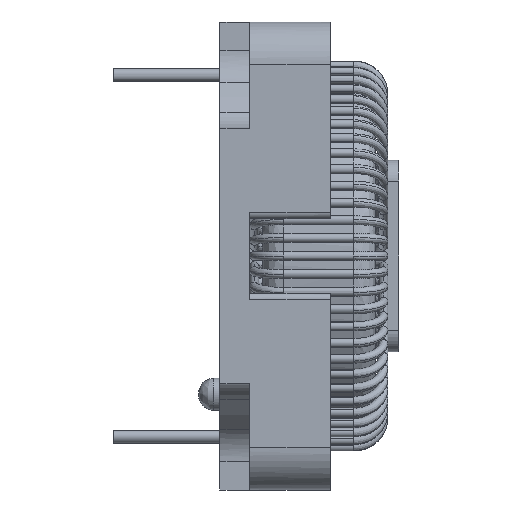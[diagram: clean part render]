
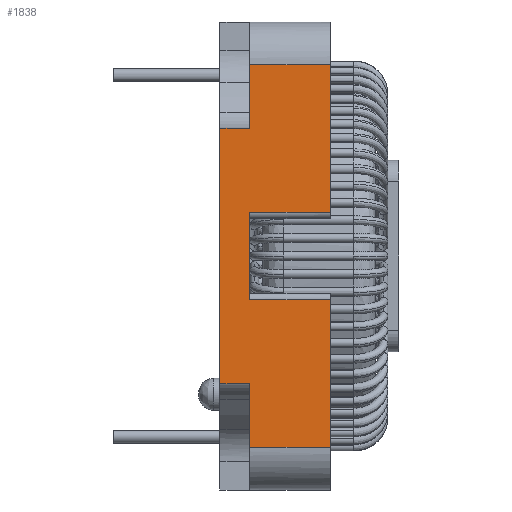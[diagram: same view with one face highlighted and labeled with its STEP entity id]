
A CAD part, left-side view. The second image highlights one B-rep face of the part: STEP entity #1838.
In plain terms, the highlighted free-form (B-spline) face has degree [1, 1] with [2, 2] control points.
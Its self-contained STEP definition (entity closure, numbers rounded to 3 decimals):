
#898 = VERTEX_POINT('',#899);
#899 = CARTESIAN_POINT('',(-10.606,3.664,1.976
    ));
#905 = EDGE_CURVE('',#906,#898,#908,.T.);
#906 = VERTEX_POINT('',#907);
#907 = CARTESIAN_POINT('',(-10.606,3.664,
    -1.976));
#908 = B_SPLINE_CURVE_WITH_KNOTS('',1,(#909,#910),.UNSPECIFIED.,.F.,.F.,
  (2,2),(-2.05,2.05),.PIECEWISE_BEZIER_KNOTS.);
#909 = CARTESIAN_POINT('',(-10.606,3.664,
    -1.976));
#910 = CARTESIAN_POINT('',(-10.606,3.664,1.976
    ));
#1815 = VERTEX_POINT('',#1816);
#1816 = CARTESIAN_POINT('',(-10.606,3.664,
    -5.785));
#1821 = EDGE_CURVE('',#1822,#1815,#1824,.T.);
#1822 = VERTEX_POINT('',#1823);
#1823 = CARTESIAN_POINT('',(-10.606,5.014,
    -5.785));
#1824 = B_SPLINE_CURVE_WITH_KNOTS('',1,(#1825,#1826),.UNSPECIFIED.,.F.,
  .F.,(2,2),(-0.,1.4),.PIECEWISE_BEZIER_KNOTS.);
#1825 = CARTESIAN_POINT('',(-10.606,5.014,
    -5.785));
#1826 = CARTESIAN_POINT('',(-10.606,3.664,
    -5.785));
#1838 = ADVANCED_FACE('',(#1839),#1909,.F.);
#1839 = FACE_BOUND('',#1840,.T.);
#1840 = EDGE_LOOP('',(#1841,#1850,#1855,#1856,#1863,#1870,#1877,#1884,
    #1891,#1896,#1897,#1904));
#1841 = ORIENTED_EDGE('',*,*,#1842,.T.);
#1842 = EDGE_CURVE('',#1843,#1845,#1847,.T.);
#1843 = VERTEX_POINT('',#1844);
#1844 = CARTESIAN_POINT('',(-10.606,0.,-8.677));
#1845 = VERTEX_POINT('',#1846);
#1846 = CARTESIAN_POINT('',(-10.606,0.,-1.976));
#1847 = B_SPLINE_CURVE_WITH_KNOTS('',1,(#1848,#1849),.UNSPECIFIED.,.F.,
  .F.,(2,2),(2.,8.95),.PIECEWISE_BEZIER_KNOTS.);
#1848 = CARTESIAN_POINT('',(-10.606,0.,-8.677));
#1849 = CARTESIAN_POINT('',(-10.606,0.,-1.976));
#1850 = ORIENTED_EDGE('',*,*,#1851,.T.);
#1851 = EDGE_CURVE('',#1845,#906,#1852,.T.);
#1852 = B_SPLINE_CURVE_WITH_KNOTS('',1,(#1853,#1854),.UNSPECIFIED.,.F.,
  .F.,(2,2),(-5.2,-1.4),.PIECEWISE_BEZIER_KNOTS.);
#1853 = CARTESIAN_POINT('',(-10.606,0.,-1.976));
#1854 = CARTESIAN_POINT('',(-10.606,3.664,
    -1.976));
#1855 = ORIENTED_EDGE('',*,*,#905,.T.);
#1856 = ORIENTED_EDGE('',*,*,#1857,.T.);
#1857 = EDGE_CURVE('',#898,#1858,#1860,.T.);
#1858 = VERTEX_POINT('',#1859);
#1859 = CARTESIAN_POINT('',(-10.606,0.,1.976));
#1860 = B_SPLINE_CURVE_WITH_KNOTS('',1,(#1861,#1862),.UNSPECIFIED.,.F.,
  .F.,(2,2),(-3.8,0.),.PIECEWISE_BEZIER_KNOTS.);
#1861 = CARTESIAN_POINT('',(-10.606,3.664,
    1.976));
#1862 = CARTESIAN_POINT('',(-10.606,0.,1.976));
#1863 = ORIENTED_EDGE('',*,*,#1864,.T.);
#1864 = EDGE_CURVE('',#1858,#1865,#1867,.T.);
#1865 = VERTEX_POINT('',#1866);
#1866 = CARTESIAN_POINT('',(-10.606,0.,8.677));
#1867 = B_SPLINE_CURVE_WITH_KNOTS('',1,(#1868,#1869),.UNSPECIFIED.,.F.,
  .F.,(2,2),(13.05,20.),.PIECEWISE_BEZIER_KNOTS.);
#1868 = CARTESIAN_POINT('',(-10.606,0.,1.976));
#1869 = CARTESIAN_POINT('',(-10.606,0.,8.677));
#1870 = ORIENTED_EDGE('',*,*,#1871,.T.);
#1871 = EDGE_CURVE('',#1865,#1872,#1874,.T.);
#1872 = VERTEX_POINT('',#1873);
#1873 = CARTESIAN_POINT('',(-10.606,3.664,
    8.677));
#1874 = B_SPLINE_CURVE_WITH_KNOTS('',1,(#1875,#1876),.UNSPECIFIED.,.F.,
  .F.,(2,2),(-3.8,0.),.PIECEWISE_BEZIER_KNOTS.);
#1875 = CARTESIAN_POINT('',(-10.606,0.,8.677));
#1876 = CARTESIAN_POINT('',(-10.606,3.664,
    8.677));
#1877 = ORIENTED_EDGE('',*,*,#1878,.F.);
#1878 = EDGE_CURVE('',#1879,#1872,#1881,.T.);
#1879 = VERTEX_POINT('',#1880);
#1880 = CARTESIAN_POINT('',(-10.606,3.664,
    5.785));
#1881 = B_SPLINE_CURVE_WITH_KNOTS('',1,(#1882,#1883),.UNSPECIFIED.,.F.,
  .F.,(2,2),(17.,20.),.PIECEWISE_BEZIER_KNOTS.);
#1882 = CARTESIAN_POINT('',(-10.606,3.664,
    5.785));
#1883 = CARTESIAN_POINT('',(-10.606,3.664,
    8.677));
#1884 = ORIENTED_EDGE('',*,*,#1885,.F.);
#1885 = EDGE_CURVE('',#1886,#1879,#1888,.T.);
#1886 = VERTEX_POINT('',#1887);
#1887 = CARTESIAN_POINT('',(-10.606,5.014,
    5.785));
#1888 = B_SPLINE_CURVE_WITH_KNOTS('',1,(#1889,#1890),.UNSPECIFIED.,.F.,
  .F.,(2,2),(-0.,1.4),.PIECEWISE_BEZIER_KNOTS.);
#1889 = CARTESIAN_POINT('',(-10.606,5.014,
    5.785));
#1890 = CARTESIAN_POINT('',(-10.606,3.664,
    5.785));
#1891 = ORIENTED_EDGE('',*,*,#1892,.F.);
#1892 = EDGE_CURVE('',#1822,#1886,#1893,.T.);
#1893 = B_SPLINE_CURVE_WITH_KNOTS('',1,(#1894,#1895),.UNSPECIFIED.,.F.,
  .F.,(2,2),(-6.,6.),.PIECEWISE_BEZIER_KNOTS.);
#1894 = CARTESIAN_POINT('',(-10.606,5.014,
    -5.785));
#1895 = CARTESIAN_POINT('',(-10.606,5.014,
    5.785));
#1896 = ORIENTED_EDGE('',*,*,#1821,.T.);
#1897 = ORIENTED_EDGE('',*,*,#1898,.F.);
#1898 = EDGE_CURVE('',#1899,#1815,#1901,.T.);
#1899 = VERTEX_POINT('',#1900);
#1900 = CARTESIAN_POINT('',(-10.606,3.664,
    -8.677));
#1901 = B_SPLINE_CURVE_WITH_KNOTS('',1,(#1902,#1903),.UNSPECIFIED.,.F.,
  .F.,(2,2),(2.,5.),.PIECEWISE_BEZIER_KNOTS.);
#1902 = CARTESIAN_POINT('',(-10.606,3.664,
    -8.677));
#1903 = CARTESIAN_POINT('',(-10.606,3.664,
    -5.785));
#1904 = ORIENTED_EDGE('',*,*,#1905,.T.);
#1905 = EDGE_CURVE('',#1899,#1843,#1906,.T.);
#1906 = B_SPLINE_CURVE_WITH_KNOTS('',1,(#1907,#1908),.UNSPECIFIED.,.F.,
  .F.,(2,2),(0.,3.8),.PIECEWISE_BEZIER_KNOTS.);
#1907 = CARTESIAN_POINT('',(-10.606,3.664,
    -8.677));
#1908 = CARTESIAN_POINT('',(-10.606,0.,-8.677));
#1909 = B_SPLINE_SURFACE_WITH_KNOTS('',1,1,(
    (#1910,#1911)
    ,(#1912,#1913
    )),.UNSPECIFIED.,.F.,.F.,.F.,(2,2),(2,2),(-9.,9.),(-5.2,0.),
  .PIECEWISE_BEZIER_KNOTS.);
#1910 = CARTESIAN_POINT('',(-10.606,0.,8.677));
#1911 = CARTESIAN_POINT('',(-10.606,5.014,
    8.677));
#1912 = CARTESIAN_POINT('',(-10.606,0.,-8.677));
#1913 = CARTESIAN_POINT('',(-10.606,5.014,
    -8.677));
